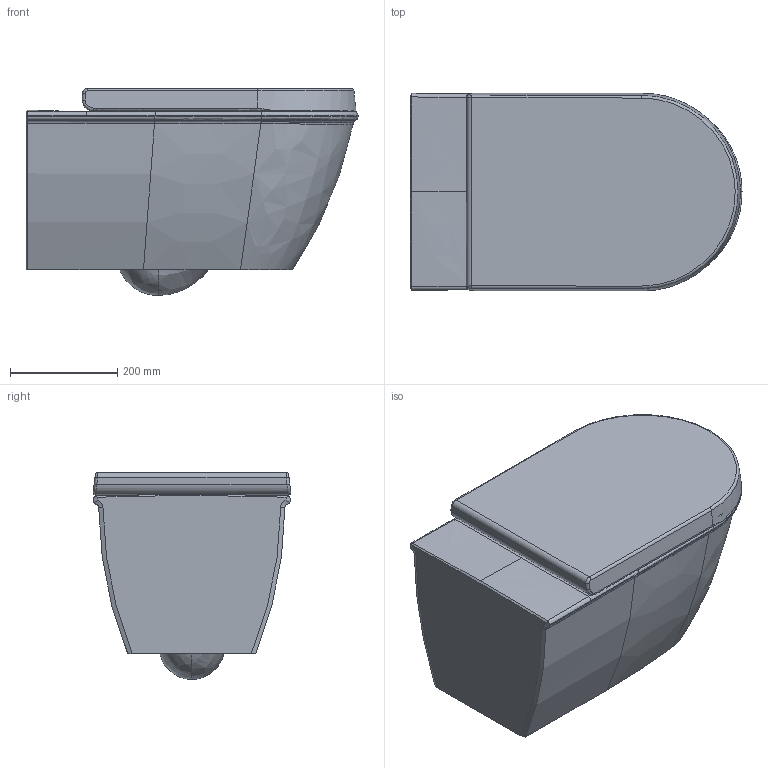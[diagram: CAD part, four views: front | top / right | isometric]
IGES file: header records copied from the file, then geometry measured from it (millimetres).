
Global section: file name: No Iges File Name specified; native system: Autodesk Inventor 2011; preprocessor: AutoDesk Inventor Iges Exporter R2011; author: Administrator; date: 20110518.183900; units: millimetre
Bounding box: 620.01 x 369.17 x 386.32 mm (x, y, z)
Volume: 45059532.6 mm3; surface area: 1370387.1 mm2
Topology: 2 solids, 2 shells, 190 faces, 444 edges, 266 vertices
Faces by surface type: bspline 108, plane 35, cylinder 26, revolution 14, sphere 4, torus 2, cone 1
